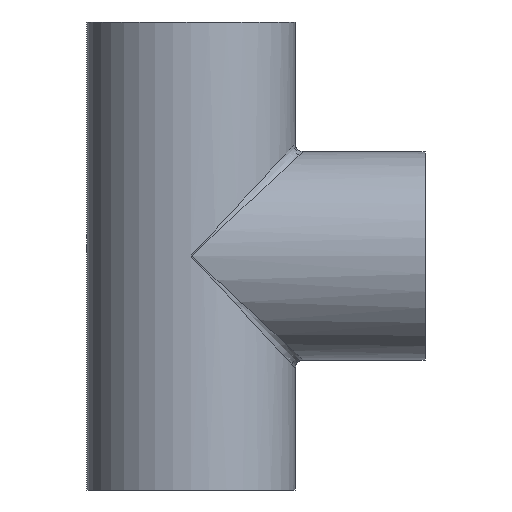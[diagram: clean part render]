
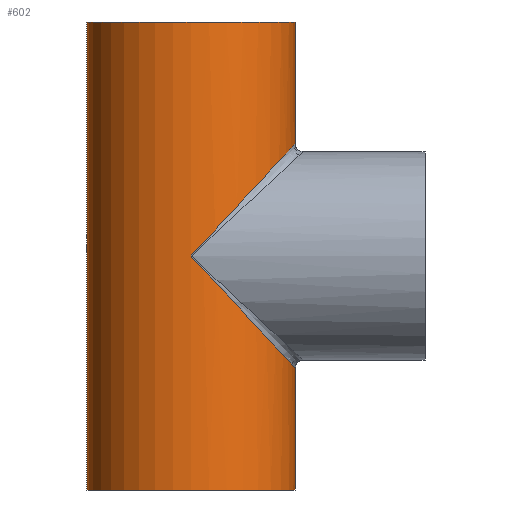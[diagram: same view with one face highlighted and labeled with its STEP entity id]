
A CAD part, front view. The second image highlights one B-rep face of the part: STEP entity #602.
In plain terms, the highlighted cylindrical face has radius 38.1 mm (diameter 76.2 mm), a partial arc.
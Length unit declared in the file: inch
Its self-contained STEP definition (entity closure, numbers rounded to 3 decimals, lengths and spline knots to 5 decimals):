
#19 = LINE ( 'NONE', #795, #445 ) ;
#23 = EDGE_CURVE ( 'NONE', #220, #601, #19, .T. ) ;
#29 = DIRECTION ( 'NONE',  ( 0., 0., -1. ) ) ;
#32 = DIRECTION ( 'NONE',  ( 0., 0., 1. ) ) ;
#34 = ORIENTED_EDGE ( 'NONE', *, *, #250, .T. ) ;
#36 = CARTESIAN_POINT ( 'NONE',  ( 0., -1.5, 0. ) ) ;
#40 = EDGE_CURVE ( 'NONE', #679, #570, #258, .T. ) ;
#54 = CARTESIAN_POINT ( 'NONE',  ( 1.5, 0., 3.37402 ) ) ;
#77 = DIRECTION ( 'NONE',  ( 0., 0., -1. ) ) ;
#99 = DIRECTION ( 'NONE',  ( 1., 0., 0. ) ) ;
#109 = VECTOR ( 'NONE', #646, 39.37008 ) ;
#129 = CARTESIAN_POINT ( 'NONE',  ( 1.5, 0., 3.37402 ) ) ;
#166 = EDGE_CURVE ( 'NONE', #601, #211, #600, .T. ) ;
#179 = CARTESIAN_POINT ( 'NONE',  ( -1.5, 0., 3.37402 ) ) ;
#211 = VERTEX_POINT ( 'NONE', #664 ) ;
#214 = AXIS2_PLACEMENT_3D ( 'NONE', #683, #686, #889 ) ;
#220 = VERTEX_POINT ( 'NONE', #179 ) ;
#241 = DIRECTION ( 'NONE',  ( -1., 0., 0. ) ) ;
#250 = EDGE_CURVE ( 'NONE', #596, #570, #753, .T. ) ;
#258 = LINE ( 'NONE', #575, #109 ) ;
#286 = VERTEX_POINT ( 'NONE', #728 ) ;
#288 = FACE_OUTER_BOUND ( 'NONE', #325, .T. ) ;
#297 =( BOUNDED_CURVE ( )  B_SPLINE_CURVE ( 3, ( #349, #698, #415, #694 ),
 .UNSPECIFIED., .F., .T. ) 
 B_SPLINE_CURVE_WITH_KNOTS ( ( 4, 4 ),
 ( 3.14159, 4.71239 ),
 .UNSPECIFIED. ) 
 CURVE ( )  GEOMETRIC_REPRESENTATION_ITEM ( )  RATIONAL_B_SPLINE_CURVE ( ( 1., 0.805, 0.805, 1. ) ) 
 REPRESENTATION_ITEM ( '' )  );
#298 = ORIENTED_EDGE ( 'NONE', *, *, #40, .F. ) ;
#324 = ORIENTED_EDGE ( 'NONE', *, *, #166, .T. ) ;
#325 = EDGE_LOOP ( 'NONE', ( #298, #695, #699, #324, #676, #406, #34 ) ) ;
#349 = CARTESIAN_POINT ( 'NONE',  ( 1.5, 0., -1.61811 ) ) ;
#354 = LINE ( 'NONE', #54, #677 ) ;
#368 = AXIS2_PLACEMENT_3D ( 'NONE', #733, #29, #241 ) ;
#384 = EDGE_CURVE ( 'NONE', #220, #679, #463, .T. ) ;
#390 = CARTESIAN_POINT ( 'NONE',  ( 1.5, 0., 1.61811 ) ) ;
#406 = ORIENTED_EDGE ( 'NONE', *, *, #895, .T. ) ;
#415 = CARTESIAN_POINT ( 'NONE',  ( 0.87868, -1.5, -0.94787 ) ) ;
#424 = DIRECTION ( 'NONE',  ( 0., 0., -1. ) ) ;
#444 = CARTESIAN_POINT ( 'NONE',  ( 1.5, 0., 1.61811 ) ) ;
#445 = VECTOR ( 'NONE', #77, 39.37008 ) ;
#463 = CIRCLE ( 'NONE', #861, 1.5 ) ;
#507 = CYLINDRICAL_SURFACE ( 'NONE', #368, 1.5 ) ;
#525 = CARTESIAN_POINT ( 'NONE',  ( 0., -1.5, 0. ) ) ;
#570 = VERTEX_POINT ( 'NONE', #444 ) ;
#575 = CARTESIAN_POINT ( 'NONE',  ( 1.5, 0., 3.37402 ) ) ;
#596 = VERTEX_POINT ( 'NONE', #525 ) ;
#600 = CIRCLE ( 'NONE', #214, 1.5 ) ;
#601 = VERTEX_POINT ( 'NONE', #642 ) ;
#602 = ADVANCED_FACE ( 'NONE', ( #288 ), #507, .T. ) ;
#642 = CARTESIAN_POINT ( 'NONE',  ( -1.5, 0., -3.37402 ) ) ;
#646 = DIRECTION ( 'NONE',  ( 0., 0., -1. ) ) ;
#664 = CARTESIAN_POINT ( 'NONE',  ( 1.5, 0., -3.37402 ) ) ;
#668 = CARTESIAN_POINT ( 'NONE',  ( 0., 0., 3.37402 ) ) ;
#676 = ORIENTED_EDGE ( 'NONE', *, *, #717, .F. ) ;
#677 = VECTOR ( 'NONE', #424, 39.37008 ) ;
#679 = VERTEX_POINT ( 'NONE', #129 ) ;
#683 = CARTESIAN_POINT ( 'NONE',  ( 0., 0., -3.37402 ) ) ;
#686 = DIRECTION ( 'NONE',  ( 0., 0., 1. ) ) ;
#694 = CARTESIAN_POINT ( 'NONE',  ( 0., -1.5, 0. ) ) ;
#695 = ORIENTED_EDGE ( 'NONE', *, *, #384, .F. ) ;
#698 = CARTESIAN_POINT ( 'NONE',  ( 1.5, -0.87868, -1.61811 ) ) ;
#699 = ORIENTED_EDGE ( 'NONE', *, *, #23, .T. ) ;
#717 = EDGE_CURVE ( 'NONE', #286, #211, #354, .T. ) ;
#728 = CARTESIAN_POINT ( 'NONE',  ( 1.5, 0., -1.61811 ) ) ;
#733 = CARTESIAN_POINT ( 'NONE',  ( 0., 0., 3.37402 ) ) ;
#753 =( BOUNDED_CURVE ( )  B_SPLINE_CURVE ( 3, ( #36, #881, #812, #390 ),
 .UNSPECIFIED., .F., .F. ) 
 B_SPLINE_CURVE_WITH_KNOTS ( ( 4, 4 ),
 ( 1.5708, 3.14159 ),
 .UNSPECIFIED. ) 
 CURVE ( )  GEOMETRIC_REPRESENTATION_ITEM ( )  RATIONAL_B_SPLINE_CURVE ( ( 1., 0.805, 0.805, 1. ) ) 
 REPRESENTATION_ITEM ( '' )  );
#795 = CARTESIAN_POINT ( 'NONE',  ( -1.5, 0., 3.37402 ) ) ;
#812 = CARTESIAN_POINT ( 'NONE',  ( 1.5, -0.87868, 1.61811 ) ) ;
#861 = AXIS2_PLACEMENT_3D ( 'NONE', #668, #32, #99 ) ;
#881 = CARTESIAN_POINT ( 'NONE',  ( 0.87868, -1.5, 0.94787 ) ) ;
#889 = DIRECTION ( 'NONE',  ( 1., 0., 0. ) ) ;
#895 = EDGE_CURVE ( 'NONE', #286, #596, #297, .T. ) ;
